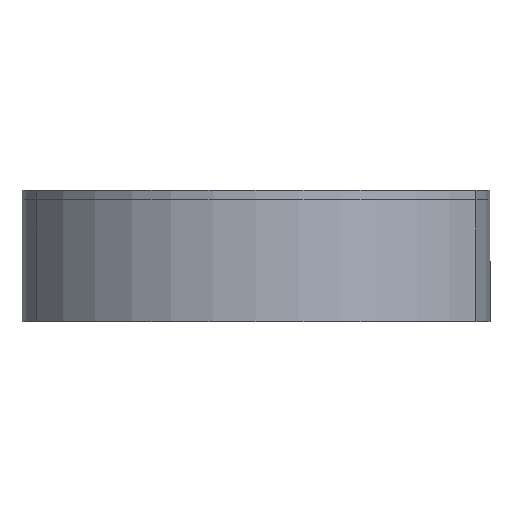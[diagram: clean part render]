
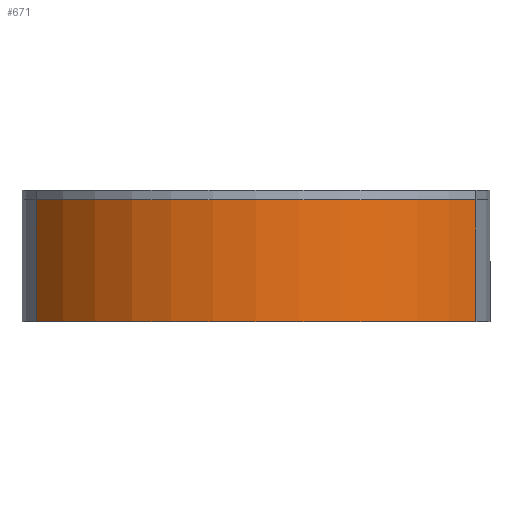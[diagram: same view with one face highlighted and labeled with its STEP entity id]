
A CAD part, left-side view. The second image highlights one B-rep face of the part: STEP entity #671.
In plain terms, the highlighted cylindrical face has radius 57 mm (diameter 114 mm), a partial arc.
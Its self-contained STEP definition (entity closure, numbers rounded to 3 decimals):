
#87=FACE_OUTER_BOUND('',#121,.T.);
#121=EDGE_LOOP('',(#493,#494,#495,#496));
#185=LINE('',#1046,#231);
#186=LINE('',#1052,#232);
#231=VECTOR('',#840,10.);
#232=VECTOR('',#847,10.);
#281=CIRCLE('',#724,57.);
#282=CIRCLE('',#725,57.);
#325=VERTEX_POINT('',#1039);
#328=VERTEX_POINT('',#1044);
#329=VERTEX_POINT('',#1048);
#330=VERTEX_POINT('',#1050);
#395=EDGE_CURVE('',#325,#328,#185,.T.);
#396=EDGE_CURVE('',#329,#325,#281,.T.);
#397=EDGE_CURVE('',#330,#328,#282,.T.);
#398=EDGE_CURVE('',#329,#330,#186,.T.);
#493=ORIENTED_EDGE('',*,*,#396,.T.);
#494=ORIENTED_EDGE('',*,*,#395,.T.);
#495=ORIENTED_EDGE('',*,*,#397,.F.);
#496=ORIENTED_EDGE('',*,*,#398,.F.);
#648=CYLINDRICAL_SURFACE('',#723,57.);
#671=ADVANCED_FACE('',(#87),#648,.T.);
#723=AXIS2_PLACEMENT_3D('',#1047,#841,#842);
#724=AXIS2_PLACEMENT_3D('',#1049,#843,#844);
#725=AXIS2_PLACEMENT_3D('',#1051,#845,#846);
#840=DIRECTION('',(0.,0.,1.));
#841=DIRECTION('center_axis',(0.,0.,1.));
#842=DIRECTION('ref_axis',(-0.566,0.825,0.));
#843=DIRECTION('center_axis',(0.,0.,
1.));
#844=DIRECTION('ref_axis',(-0.566,0.825,0.));
#845=DIRECTION('center_axis',(0.,0.,
1.));
#846=DIRECTION('ref_axis',(-0.566,0.825,0.));
#847=DIRECTION('',(0.,0.,1.));
#1039=CARTESIAN_POINT('',(-32.249,-47.,-43.523));
#1044=CARTESIAN_POINT('',(-32.249,-47.,-17.523));
#1046=CARTESIAN_POINT('',(-32.249,-47.,-43.523));
#1047=CARTESIAN_POINT('Origin',(0.,0.,-43.523));
#1048=CARTESIAN_POINT('',(-32.249,47.,-43.523));
#1049=CARTESIAN_POINT('Origin',(0.,0.,-43.523));
#1050=CARTESIAN_POINT('',(-32.249,47.,-17.523));
#1051=CARTESIAN_POINT('Origin',(0.,0.,-17.523));
#1052=CARTESIAN_POINT('',(-32.249,47.,-43.523));
